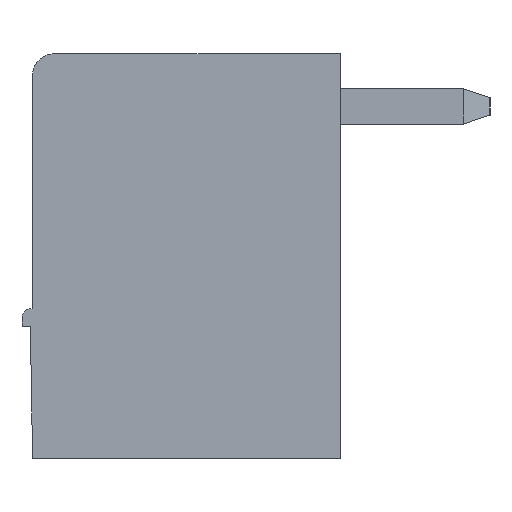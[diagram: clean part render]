
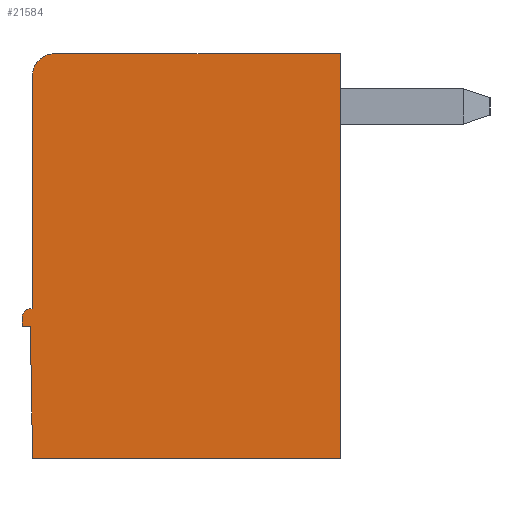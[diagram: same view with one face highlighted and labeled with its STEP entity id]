
A CAD part, left-side view. The second image highlights one B-rep face of the part: STEP entity #21584.
In plain terms, the highlighted planar face has unit normal (-1, 0, 0).
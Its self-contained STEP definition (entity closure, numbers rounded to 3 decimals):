
#3399=DIRECTION('',(0.,-1.,0.));
#3400=VECTOR('',#3399,0.19);
#3401=CARTESIAN_POINT('',(-21.35,7.29,-6.2));
#3402=LINE('',#3401,#3400);
#3407=DIRECTION('',(0.,0.,-1.));
#3408=VECTOR('',#3407,0.2);
#3409=CARTESIAN_POINT('',(-21.35,7.29,-6.));
#3410=LINE('',#3409,#3408);
#3419=DIRECTION('',(0.,1.,0.));
#3420=VECTOR('',#3419,0.04);
#3421=CARTESIAN_POINT('',(-21.35,7.05,
-5.8));
#3422=LINE('',#3421,#3420);
#7702=DIRECTION('',(0.,1.,0.));
#7703=VECTOR('',#7702,7.);
#7704=CARTESIAN_POINT('',(-21.35,0.05,
-9.2));
#7705=LINE('',#7704,#7703);
#7706=DIRECTION('',(0.,0.017,1.));
#7707=VECTOR('',#7706,3.);
#7708=CARTESIAN_POINT('',(-21.35,7.05,
-9.2));
#7709=LINE('',#7708,#7707);
#7710=CARTESIAN_POINT('',(-21.35,7.09,
-6.));
#7711=DIRECTION('',(1.,0.,0.));
#7712=DIRECTION('',(0.,1.,0.));
#7713=AXIS2_PLACEMENT_3D('',#7710,#7711,#7712);
#7715=DIRECTION('',(0.,0.,1.));
#7716=VECTOR('',#7715,5.3);
#7717=CARTESIAN_POINT('',(-21.35,7.05,
-5.8));
#7718=LINE('',#7717,#7716);
#7719=CARTESIAN_POINT('',(-21.35,6.55,
-0.5));
#7720=DIRECTION('',(1.,0.,0.));
#7721=DIRECTION('',(0.,1.,0.));
#7722=AXIS2_PLACEMENT_3D('',#7719,#7720,#7721);
#7724=DIRECTION('',(0.,-1.,0.));
#7725=VECTOR('',#7724,6.5);
#7726=CARTESIAN_POINT('',(-21.35,6.55,
0.));
#7727=LINE('',#7726,#7725);
#7728=DIRECTION('',(0.,0.,-1.));
#7729=VECTOR('',#7728,9.2);
#7730=CARTESIAN_POINT('',(-21.35,0.05,
0.));
#7731=LINE('',#7730,#7729);
#9076=CARTESIAN_POINT('',(-21.35,0.05,
-9.2));
#9077=CARTESIAN_POINT('',(-21.35,7.05,
-9.2));
#9078=VERTEX_POINT('',#9076);
#9079=VERTEX_POINT('',#9077);
#9116=CARTESIAN_POINT('',(-21.35,7.1,-6.2));
#9117=VERTEX_POINT('',#9116);
#9118=CARTESIAN_POINT('',(-21.35,7.29,-6.2));
#9119=VERTEX_POINT('',#9118);
#9120=CARTESIAN_POINT('',(-21.35,7.29,-6.));
#9121=VERTEX_POINT('',#9120);
#9122=CARTESIAN_POINT('',(-21.35,7.09,
-5.8));
#9123=VERTEX_POINT('',#9122);
#9124=CARTESIAN_POINT('',(-21.35,7.05,
-5.8));
#9125=VERTEX_POINT('',#9124);
#9126=CARTESIAN_POINT('',(-21.35,7.05,
-0.5));
#9127=VERTEX_POINT('',#9126);
#9128=CARTESIAN_POINT('',(-21.35,6.55,
0.));
#9129=VERTEX_POINT('',#9128);
#9130=CARTESIAN_POINT('',(-21.35,0.05,
0.));
#9131=VERTEX_POINT('',#9130);
#21567=CARTESIAN_POINT('',(-21.35,0.,0.));
#21568=DIRECTION('',(1.,0.,0.));
#21569=DIRECTION('',(0.,0.,-1.));
#21570=AXIS2_PLACEMENT_3D('',#21567,#21568,#21569);
#21571=PLANE('',#21570);
#21572=ORIENTED_EDGE('',*,*,#10680,.T.);
#21573=ORIENTED_EDGE('',*,*,#15238,.T.);
#21574=ORIENTED_EDGE('',*,*,#15253,.F.);
#21575=ORIENTED_EDGE('',*,*,#15268,.F.);
#21576=ORIENTED_EDGE('',*,*,#15283,.T.);
#21577=ORIENTED_EDGE('',*,*,#15298,.F.);
#21578=ORIENTED_EDGE('',*,*,#15313,.T.);
#21579=ORIENTED_EDGE('',*,*,#15328,.T.);
#21580=ORIENTED_EDGE('',*,*,#15343,.T.);
#21581=ORIENTED_EDGE('',*,*,#15357,.T.);
#21582=EDGE_LOOP('',(#21572,#21573,#21574,#21575,#21576,#21577,#21578,#21579,
#21580,#21581));
#21583=FACE_OUTER_BOUND('',#21582,.F.);
#7714=CIRCLE('',#7713,0.2);
#7723=CIRCLE('',#7722,0.5);
#10680=EDGE_CURVE('',#9078,#9079,#7705,.T.);
#15238=EDGE_CURVE('',#9079,#9117,#7709,.T.);
#15253=EDGE_CURVE('',#9119,#9117,#3402,.T.);
#15268=EDGE_CURVE('',#9121,#9119,#3410,.T.);
#15283=EDGE_CURVE('',#9121,#9123,#7714,.T.);
#15298=EDGE_CURVE('',#9125,#9123,#3422,.T.);
#15313=EDGE_CURVE('',#9125,#9127,#7718,.T.);
#15328=EDGE_CURVE('',#9127,#9129,#7723,.T.);
#15343=EDGE_CURVE('',#9129,#9131,#7727,.T.);
#15357=EDGE_CURVE('',#9131,#9078,#7731,.T.);
#21584=ADVANCED_FACE('',(#21583),#21571,.F.);
